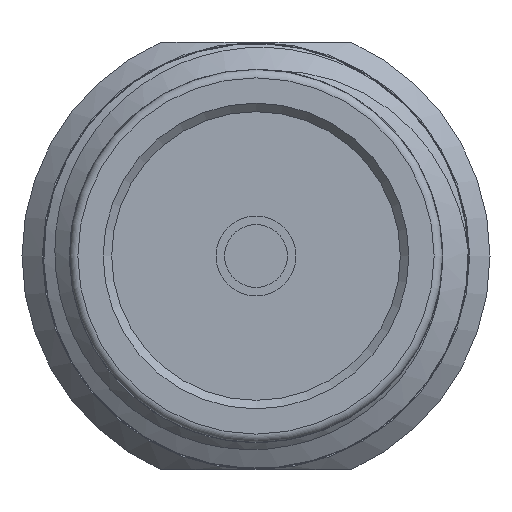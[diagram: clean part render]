
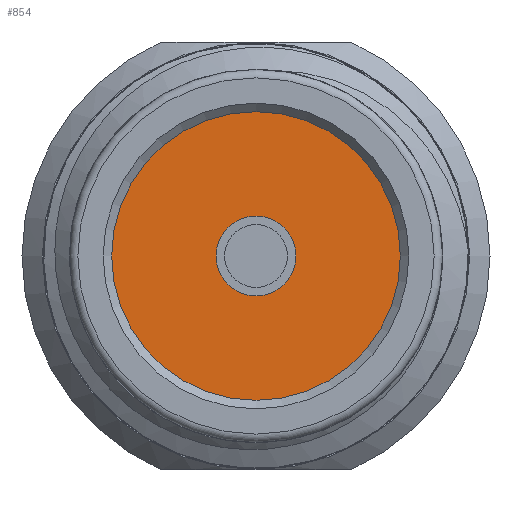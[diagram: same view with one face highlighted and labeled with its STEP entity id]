
A CAD part, left-side view. The second image highlights one B-rep face of the part: STEP entity #854.
In plain terms, the highlighted planar face has unit normal (-1, 0, 0).
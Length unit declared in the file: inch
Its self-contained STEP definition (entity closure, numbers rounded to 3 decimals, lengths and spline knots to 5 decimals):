
#31 = EDGE_CURVE ( 'NONE', #778, #778, #2460, .T. ) ;
#164 = DIRECTION ( 'NONE',  ( -1., 0., 0. ) ) ;
#189 = EDGE_LOOP ( 'NONE', ( #423 ) ) ;
#208 = CARTESIAN_POINT ( 'NONE',  ( 0.185, 0., 0.085 ) ) ;
#226 = EDGE_LOOP ( 'NONE', ( #2076 ) ) ;
#232 = VERTEX_POINT ( 'NONE', #208 ) ;
#423 = ORIENTED_EDGE ( 'NONE', *, *, #1942, .T. ) ;
#538 = CARTESIAN_POINT ( 'NONE',  ( 0.185, 0., 0. ) ) ;
#561 = DIRECTION ( 'NONE',  ( 0., 0., 1. ) ) ;
#670 = AXIS2_PLACEMENT_3D ( 'NONE', #538, #164, #2440 ) ;
#778 = VERTEX_POINT ( 'NONE', #994 ) ;
#854 = ADVANCED_FACE ( 'NONE', ( #1225, #2347 ), #2254, .T. ) ;
#980 = CIRCLE ( 'NONE', #2299, 0.085 ) ;
#994 = CARTESIAN_POINT ( 'NONE',  ( 0.185, 0., 0.0235 ) ) ;
#1221 = DIRECTION ( 'NONE',  ( -1., 0., 0. ) ) ;
#1225 = FACE_BOUND ( 'NONE', #226, .T. ) ;
#1240 = AXIS2_PLACEMENT_3D ( 'NONE', #2273, #2267, #561 ) ;
#1942 = EDGE_CURVE ( 'NONE', #232, #232, #980, .T. ) ;
#2076 = ORIENTED_EDGE ( 'NONE', *, *, #31, .F. ) ;
#2153 = DIRECTION ( 'NONE',  ( 0., 0., 1. ) ) ;
#2160 = CARTESIAN_POINT ( 'NONE',  ( 0.185, 0., 0. ) ) ;
#2254 = PLANE ( 'NONE',  #670 ) ;
#2267 = DIRECTION ( 'NONE',  ( -1., 0., 0. ) ) ;
#2273 = CARTESIAN_POINT ( 'NONE',  ( 0.185, 0., 0. ) ) ;
#2299 = AXIS2_PLACEMENT_3D ( 'NONE', #2160, #1221, #2153 ) ;
#2347 = FACE_OUTER_BOUND ( 'NONE', #189, .T. ) ;
#2440 = DIRECTION ( 'NONE',  ( 0., 0., 1. ) ) ;
#2460 = CIRCLE ( 'NONE', #1240, 0.0235 ) ;
